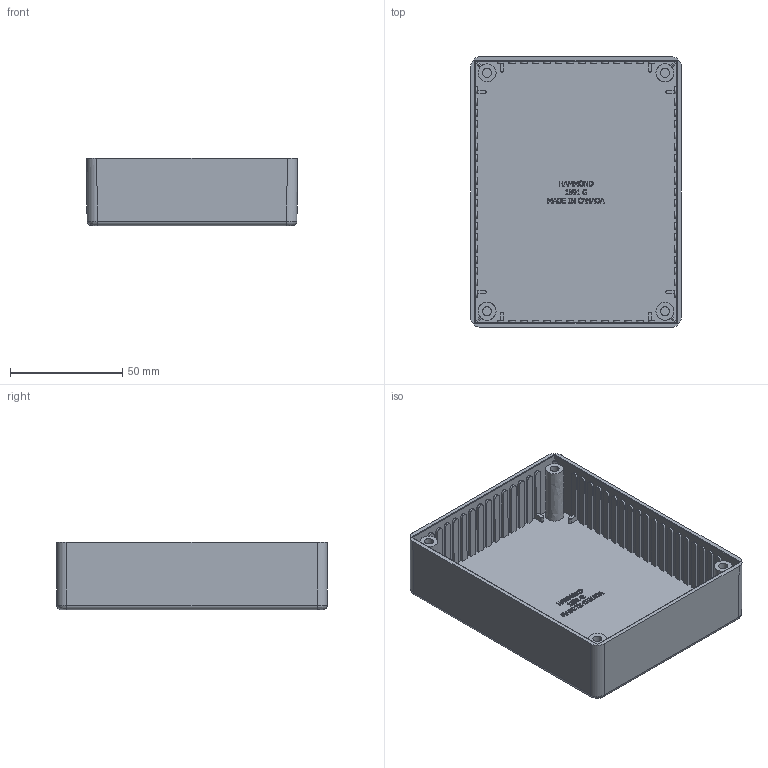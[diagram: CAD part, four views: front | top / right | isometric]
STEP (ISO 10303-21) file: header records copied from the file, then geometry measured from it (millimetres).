
FILE_DESCRIPTION((''),'2;1');
FILE_NAME('1591G Box.stp','2006-02-20T10:10:47',('rboehler'),(''),'Autodesk Inventor 10','Autodesk Inventor 10','');
FILE_SCHEMA(('AUTOMOTIVE_DESIGN { 1 0 10303 214 1 1 1 1 }'));
Length unit declared in the file: millimetre
Products named in the file (1): 1591G Box
Bounding box: 93.6 x 120.5 x 30 mm (x, y, z)
Volume: 54471.6 mm3; surface area: 53355.9 mm2
Topology: 1 solids, 1 shells, 709 faces, 1992 edges, 1324 vertices
Faces by surface type: plane 382, bspline 270, cylinder 57
Full cylindrical faces by diameter (mm): 3.988 x2, 8 x2
Entity records: 25194 total; most frequent: CARTESIAN_POINT 7990, ORIENTED_EDGE 3960, DIRECTION 2844, EDGE_CURVE 1980, VECTOR 1572, LINE 1572, VERTEX_POINT 1320, EDGE_LOOP 756
